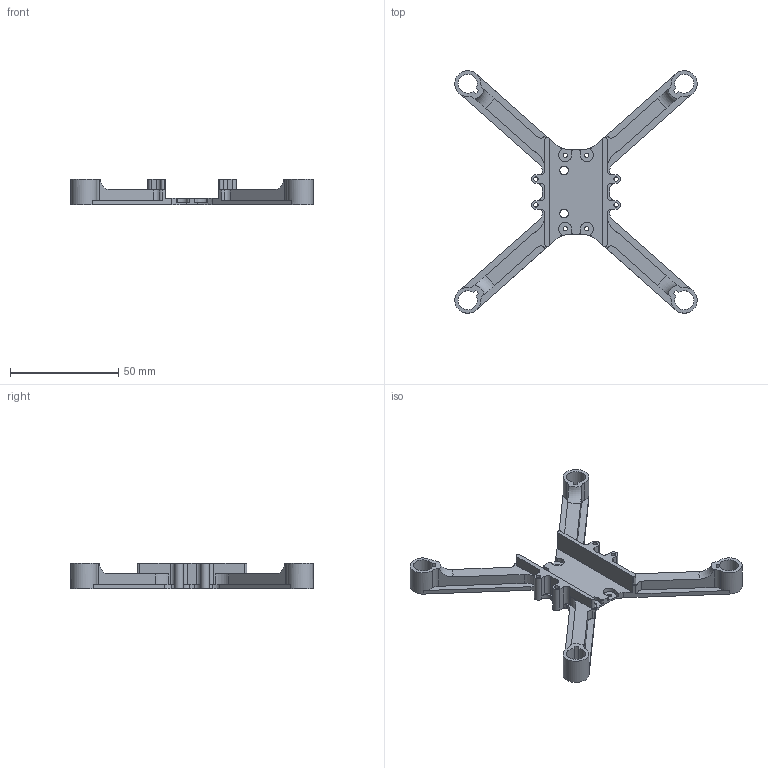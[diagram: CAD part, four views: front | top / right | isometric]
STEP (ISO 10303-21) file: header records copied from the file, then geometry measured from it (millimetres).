
FILE_DESCRIPTION(('STEP AP242'), '1');
FILE_NAME('frame', '', ('UNSPECIFIED'), ('UNSPECIFIED'), 'C3D Converter', 'C3D Toolkit', '');
FILE_SCHEMA(('AP242_MANAGED_MODEL_BASED_3D_ENGINEERING_MIM_LF { 1 0 10303 442 1 1 4 }'));
Length unit declared in the file: millimetre
Bounding box: 112 x 112 x 12 mm (x, y, z)
Volume: 17925.8 mm3; surface area: 15774.3 mm2
Topology: 1 solids, 1 shells, 184 faces, 530 edges, 352 vertices
Faces by surface type: plane 94, cylinder 86, torus 4
Full cylindrical faces by diameter (mm): 2 x8, 4 x2
Entity records: 6432 total; most frequent: CARTESIAN_POINT 1361, DIRECTION 1078, ORIENTED_EDGE 1040, EDGE_CURVE 520, AXIS2_PLACEMENT_3D 381, VERTEX_POINT 352, LINE 316, VECTOR 316
